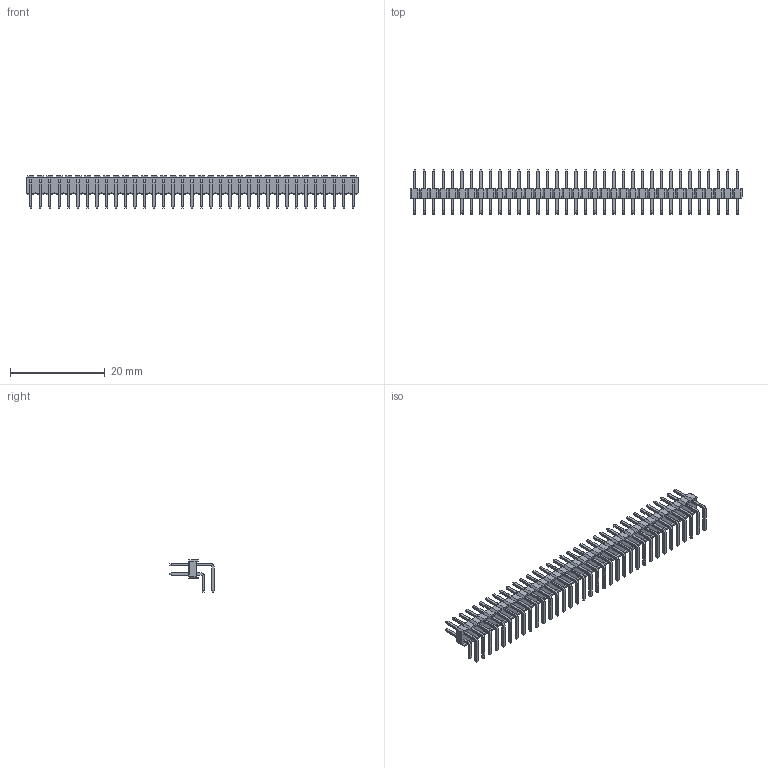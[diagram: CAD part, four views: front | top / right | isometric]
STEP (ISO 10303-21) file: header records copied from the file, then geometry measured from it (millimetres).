
FILE_DESCRIPTION(('STEP AP214'), '1');
FILE_NAME('PLD2-R1', '', ('UNSPECIFIED'), ('UNSPECIFIED'), 'ASCON STEP Converter 1.6', 'ASCON Math Kernel', '');
FILE_SCHEMA(('AUTOMOTIVE_DESIGN { 1 0 10303 214 3 1 1}'));
Length unit declared in the file: millimetre
Bounding box: 70 x 9.3 x 6.8 mm (x, y, z)
Volume: 612.7 mm3; surface area: 2468.4 mm2
Topology: 1 solids, 1 shells, 2036 faces, 5020 edges, 3160 vertices
Faces by surface type: plane 1896, cylinder 140
Entity records: 74712 total; most frequent: CARTESIAN_POINT 10217, ORIENTED_EDGE 10040, DIRECTION 9374, EDGE_CURVE 5020, LINE 4740, VECTOR 4740, VERTEX_POINT 3160, AXIS2_PLACEMENT_3D 2317
